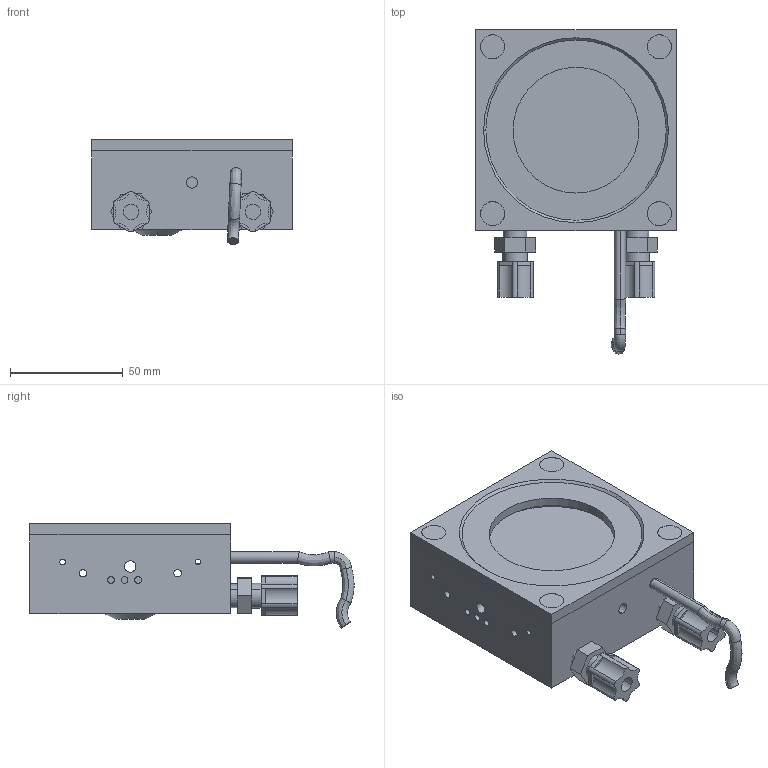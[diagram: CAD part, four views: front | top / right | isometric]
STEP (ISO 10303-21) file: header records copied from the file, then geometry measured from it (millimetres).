
FILE_DESCRIPTION (( 'STEP AP214' ), '1' );
FILE_NAME ('UP55M-700W-HD.STEP', '2016-07-07T13:50:39', ( '' ), ( '' ), 'SwSTEP 2.0', 'SolidWorks 2016', '' );
FILE_SCHEMA (( 'AUTOMOTIVE_DESIGN' ));
Length unit declared in the file: millimetre
Products named in the file (1): UP55M-700W-HD
Bounding box: 89 x 143.79 x 46.43 mm (x, y, z)
Surface area: 42103 mm2 (no closed solid volume)
Topology: 0 solids, 14 shells, 175 faces, 459 edges, 304 vertices
Faces by surface type: cylinder 85, plane 64, cone 16, bspline 10
Entity records: 8103 total; most frequent: CARTESIAN_POINT 1779, DIRECTION 976, ORIENTED_EDGE 816, EDGE_CURVE 459, AXIS2_PLACEMENT_3D 381, VERTEX_POINT 304, CIRCLE 215, VECTOR 214
